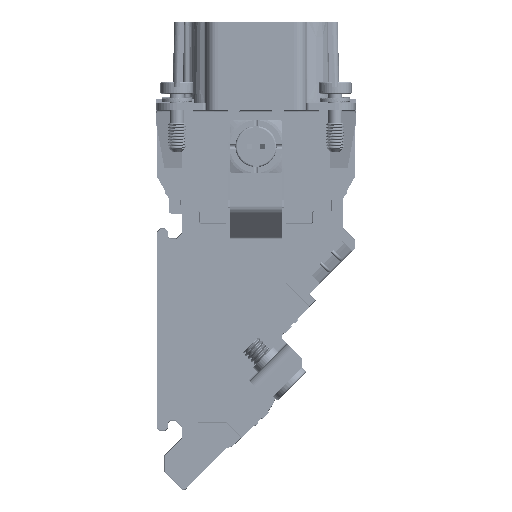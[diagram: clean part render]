
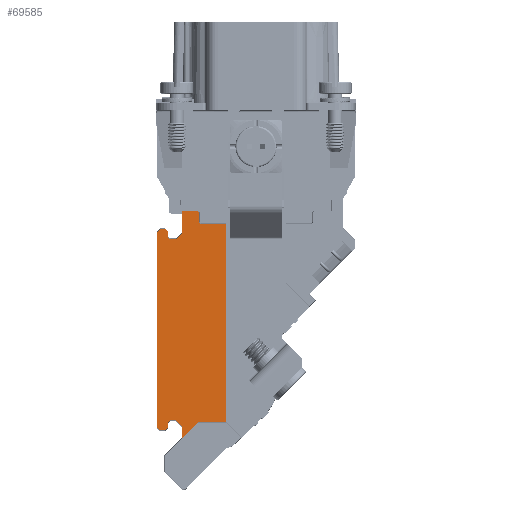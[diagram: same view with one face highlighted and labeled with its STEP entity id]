
A CAD part, front view. The second image highlights one B-rep face of the part: STEP entity #69585.
In plain terms, the highlighted planar face has unit normal (0, -1, 0).
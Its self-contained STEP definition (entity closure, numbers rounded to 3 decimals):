
#50987=CIRCLE('',#225482,0.601);
#50989=CIRCLE('',#225494,0.601);
#56518=FACE_OUTER_BOUND('',#84971,.T.);
#62861=B_SPLINE_CURVE_WITH_KNOTS('',3,(#306218,#306219,#306220,#306221),
 .UNSPECIFIED.,.F.,.F.,(4,4),(0.,1.),.UNSPECIFIED.);
#62867=B_SPLINE_CURVE_WITH_KNOTS('',3,(#306266,#306267,#306268,#306269),
 .UNSPECIFIED.,.F.,.F.,(4,4),(0.,1.),.UNSPECIFIED.);
#69585=ADVANCED_FACE('',(#56518),#77145,.T.);
#77145=PLANE('',#225594);
#84971=EDGE_LOOP('',(#110263,#110264,#110265,#110266,#110267,#110268,#110269,
#110270,#110271,#110272,#110273,#110274,#110275,#110276,#110277,#110278,
#110279,#110280,#110281,#110282,#110283,#110284,#110285,#110286,#110287));
#110263=ORIENTED_EDGE('',*,*,#169815,.F.);
#110264=ORIENTED_EDGE('',*,*,#169820,.T.);
#110265=ORIENTED_EDGE('',*,*,#169824,.F.);
#110266=ORIENTED_EDGE('',*,*,#169827,.F.);
#110267=ORIENTED_EDGE('',*,*,#169830,.F.);
#110268=ORIENTED_EDGE('',*,*,#169833,.F.);
#110269=ORIENTED_EDGE('',*,*,#169836,.F.);
#110270=ORIENTED_EDGE('',*,*,#169839,.F.);
#110271=ORIENTED_EDGE('',*,*,#169842,.F.);
#110272=ORIENTED_EDGE('',*,*,#169845,.F.);
#110273=ORIENTED_EDGE('',*,*,#169848,.F.);
#110274=ORIENTED_EDGE('',*,*,#169851,.F.);
#110275=ORIENTED_EDGE('',*,*,#169854,.F.);
#110276=ORIENTED_EDGE('',*,*,#169857,.F.);
#110277=ORIENTED_EDGE('',*,*,#169860,.F.);
#110278=ORIENTED_EDGE('',*,*,#169863,.F.);
#110279=ORIENTED_EDGE('',*,*,#169866,.F.);
#110280=ORIENTED_EDGE('',*,*,#169870,.F.);
#110281=ORIENTED_EDGE('',*,*,#169884,.T.);
#110282=ORIENTED_EDGE('',*,*,#169894,.F.);
#110283=ORIENTED_EDGE('',*,*,#169887,.F.);
#110284=ORIENTED_EDGE('',*,*,#170026,.F.);
#110285=ORIENTED_EDGE('',*,*,#170023,.T.);
#110286=ORIENTED_EDGE('',*,*,#170038,.F.);
#110287=ORIENTED_EDGE('',*,*,#170039,.T.);
#149478=VERTEX_POINT('',#305800);
#149479=VERTEX_POINT('',#305802);
#149482=VERTEX_POINT('',#305810);
#149484=VERTEX_POINT('',#305820);
#149486=VERTEX_POINT('',#305826);
#149488=VERTEX_POINT('',#305832);
#149490=VERTEX_POINT('',#305838);
#149492=VERTEX_POINT('',#305844);
#149494=VERTEX_POINT('',#305850);
#149496=VERTEX_POINT('',#305856);
#149498=VERTEX_POINT('',#305862);
#149500=VERTEX_POINT('',#305868);
#149502=VERTEX_POINT('',#305874);
#149504=VERTEX_POINT('',#305880);
#149506=VERTEX_POINT('',#305886);
#149508=VERTEX_POINT('',#305892);
#149510=VERTEX_POINT('',#305898);
#149512=VERTEX_POINT('',#305904);
#149515=VERTEX_POINT('',#305912);
#149525=VERTEX_POINT('',#305940);
#149528=VERTEX_POINT('',#305947);
#149529=VERTEX_POINT('',#305949);
#149614=VERTEX_POINT('',#306216);
#149616=VERTEX_POINT('',#306222);
#149624=VERTEX_POINT('',#306265);
#169815=EDGE_CURVE('',#149478,#149479,#192644,.T.);
#169820=EDGE_CURVE('',#149478,#149482,#192649,.T.);
#169824=EDGE_CURVE('',#149484,#149482,#192652,.T.);
#169827=EDGE_CURVE('',#149486,#149484,#192655,.T.);
#169830=EDGE_CURVE('',#149488,#149486,#50987,.T.);
#169833=EDGE_CURVE('',#149490,#149488,#192659,.T.);
#169836=EDGE_CURVE('',#149492,#149490,#192662,.T.);
#169839=EDGE_CURVE('',#149494,#149492,#192665,.T.);
#169842=EDGE_CURVE('',#149496,#149494,#192668,.T.);
#169845=EDGE_CURVE('',#149498,#149496,#192671,.T.);
#169848=EDGE_CURVE('',#149500,#149498,#192674,.T.);
#169851=EDGE_CURVE('',#149502,#149500,#192677,.T.);
#169854=EDGE_CURVE('',#149504,#149502,#192680,.T.);
#169857=EDGE_CURVE('',#149506,#149504,#192683,.T.);
#169860=EDGE_CURVE('',#149508,#149506,#50989,.T.);
#169863=EDGE_CURVE('',#149510,#149508,#192687,.T.);
#169866=EDGE_CURVE('',#149512,#149510,#192690,.T.);
#169870=EDGE_CURVE('',#149515,#149512,#192694,.T.);
#169884=EDGE_CURVE('',#149515,#149525,#192706,.T.);
#169887=EDGE_CURVE('',#149528,#149529,#192709,.T.);
#169894=EDGE_CURVE('',#149529,#149525,#192716,.T.);
#170023=EDGE_CURVE('',#149616,#149614,#62861,.T.);
#170026=EDGE_CURVE('',#149616,#149528,#192810,.T.);
#170038=EDGE_CURVE('',#149624,#149614,#192818,.T.);
#170039=EDGE_CURVE('',#149624,#149479,#62867,.T.);
#192644=LINE('',#305801,#209769);
#192649=LINE('',#305811,#209774);
#192652=LINE('',#305822,#209777);
#192655=LINE('',#305828,#209780);
#192659=LINE('',#305840,#209784);
#192662=LINE('',#305846,#209787);
#192665=LINE('',#305852,#209790);
#192668=LINE('',#305858,#209793);
#192671=LINE('',#305864,#209796);
#192674=LINE('',#305870,#209799);
#192677=LINE('',#305876,#209802);
#192680=LINE('',#305882,#209805);
#192683=LINE('',#305888,#209808);
#192687=LINE('',#305900,#209812);
#192690=LINE('',#305906,#209815);
#192694=LINE('',#305913,#209819);
#192706=LINE('',#305941,#209831);
#192709=LINE('',#305948,#209834);
#192716=LINE('',#305961,#209841);
#192810=LINE('',#306230,#209935);
#192818=LINE('',#306264,#209943);
#209769=VECTOR('',#251556,1.);
#209774=VECTOR('',#251563,1.);
#209777=VECTOR('',#251568,1.);
#209780=VECTOR('',#251573,1.);
#209784=VECTOR('',#251585,1.);
#209787=VECTOR('',#251590,1.);
#209790=VECTOR('',#251595,1.);
#209793=VECTOR('',#251600,1.);
#209796=VECTOR('',#251605,1.);
#209799=VECTOR('',#251610,1.);
#209802=VECTOR('',#251615,1.);
#209805=VECTOR('',#251620,1.);
#209808=VECTOR('',#251625,1.);
#209812=VECTOR('',#251637,1.);
#209815=VECTOR('',#251642,1.);
#209819=VECTOR('',#251648,1.);
#209831=VECTOR('',#251672,1.);
#209834=VECTOR('',#251677,1.);
#209841=VECTOR('',#251688,1.);
#209935=VECTOR('',#251946,1.);
#209943=VECTOR('',#251962,1.);
#225482=AXIS2_PLACEMENT_3D('',#305834,#251578,#251579);
#225494=AXIS2_PLACEMENT_3D('',#305894,#251630,#251631);
#225594=AXIS2_PLACEMENT_3D('',#306270,#251963,#251964);
#251556=DIRECTION('',(1.,0.,0.));
#251563=DIRECTION('',(0.,0.,-1.));
#251568=DIRECTION('',(0.707,0.,0.707));
#251573=DIRECTION('',(1.,0.,0.));
#251578=DIRECTION('',(0.,-1.,0.));
#251579=DIRECTION('',(-1.,0.,0.));
#251585=DIRECTION('',(0.,0.,-1.));
#251590=DIRECTION('',(0.707,0.,-0.707));
#251595=DIRECTION('',(1.,0.,0.));
#251600=DIRECTION('',(0.707,0.,0.707));
#251605=DIRECTION('',(0.,0.,1.));
#251610=DIRECTION('',(-0.707,0.,0.707));
#251615=DIRECTION('',(-1.,0.,0.));
#251620=DIRECTION('',(-0.707,0.,-0.707));
#251625=DIRECTION('',(0.,0.,-1.));
#251630=DIRECTION('',(0.,-1.,0.));
#251631=DIRECTION('',(0.,0.,1.));
#251637=DIRECTION('',(-1.,0.,0.));
#251642=DIRECTION('',(-0.707,0.,0.707));
#251648=DIRECTION('',(0.,0.,1.));
#251672=DIRECTION('',(0.707,0.,0.707));
#251677=DIRECTION('',(0.,0.,-1.));
#251688=DIRECTION('',(-1.,0.,0.));
#251946=DIRECTION('',(1.,0.,0.));
#251962=DIRECTION('',(0.,0.,-1.));
#251963=DIRECTION('',(0.,-1.,0.));
#251964=DIRECTION('',(-1.,0.,0.));
#305800=CARTESIAN_POINT('',(-12.525,-8.87,-19.132));
#305801=CARTESIAN_POINT('',(-12.525,-8.87,-19.132));
#305802=CARTESIAN_POINT('',(-9.992,-8.87,-19.132));
#305810=CARTESIAN_POINT('',(-12.525,-8.87,-22.787));
#305811=CARTESIAN_POINT('',(-12.525,-8.87,-19.132));
#305820=CARTESIAN_POINT('',(-13.586,-8.87,-23.848));
#305822=CARTESIAN_POINT('',(-13.586,-8.87,-23.848));
#305826=CARTESIAN_POINT('',(-14.429,-8.87,-23.848));
#305828=CARTESIAN_POINT('',(-14.429,-8.87,-23.848));
#305832=CARTESIAN_POINT('',(-15.03,-8.87,-23.246));
#305834=CARTESIAN_POINT('',(-14.429,-8.87,-23.246));
#305838=CARTESIAN_POINT('',(-15.03,-8.87,-22.587));
#305840=CARTESIAN_POINT('',(-15.03,-8.87,-22.587));
#305844=CARTESIAN_POINT('',(-15.472,-8.87,-22.144));
#305846=CARTESIAN_POINT('',(-15.472,-8.87,-22.144));
#305850=CARTESIAN_POINT('',(-16.341,-8.87,-22.144));
#305852=CARTESIAN_POINT('',(-16.341,-8.87,-22.144));
#305856=CARTESIAN_POINT('',(-16.783,-8.87,-22.587));
#305858=CARTESIAN_POINT('',(-16.783,-8.87,-22.587));
#305862=CARTESIAN_POINT('',(-16.783,-8.87,-55.97));
#305864=CARTESIAN_POINT('',(-16.783,-8.87,-55.97));
#305868=CARTESIAN_POINT('',(-16.341,-8.87,-56.412));
#305870=CARTESIAN_POINT('',(-16.341,-8.87,-56.412));
#305874=CARTESIAN_POINT('',(-15.472,-8.87,-56.412));
#305876=CARTESIAN_POINT('',(-15.472,-8.87,-56.412));
#305880=CARTESIAN_POINT('',(-15.03,-8.87,-55.97));
#305882=CARTESIAN_POINT('',(-15.03,-8.87,-55.97));
#305886=CARTESIAN_POINT('',(-15.03,-8.87,-55.31));
#305888=CARTESIAN_POINT('',(-15.03,-8.87,-55.31));
#305892=CARTESIAN_POINT('',(-14.429,-8.87,-54.709));
#305894=CARTESIAN_POINT('',(-14.429,-8.87,-55.31));
#305898=CARTESIAN_POINT('',(-13.586,-8.87,-54.709));
#305900=CARTESIAN_POINT('',(-13.586,-8.87,-54.709));
#305904=CARTESIAN_POINT('',(-12.525,-8.87,-55.77));
#305906=CARTESIAN_POINT('',(-12.525,-8.87,-55.77));
#305912=CARTESIAN_POINT('',(-12.525,-8.87,-57.716));
#305913=CARTESIAN_POINT('',(-12.525,-8.87,-57.716));
#305940=CARTESIAN_POINT('',(-9.822,-8.87,-55.014));
#305941=CARTESIAN_POINT('',(-12.525,-8.87,-57.716));
#305947=CARTESIAN_POINT('',(-5.173,-8.87,-21.232));
#305948=CARTESIAN_POINT('',(-5.173,-8.87,-21.232));
#305949=CARTESIAN_POINT('',(-5.173,-8.87,-55.014));
#305961=CARTESIAN_POINT('',(-5.173,-8.87,-55.014));
#306216=CARTESIAN_POINT('',(-9.693,-8.87,-20.932));
#306218=CARTESIAN_POINT('',(-9.393,-8.87,-21.232));
#306219=CARTESIAN_POINT('',(-9.558,-8.87,-21.232));
#306220=CARTESIAN_POINT('',(-9.693,-8.87,-21.098));
#306221=CARTESIAN_POINT('',(-9.693,-8.87,-20.932));
#306222=CARTESIAN_POINT('',(-9.393,-8.87,-21.232));
#306230=CARTESIAN_POINT('',(-9.393,-8.87,-21.232));
#306264=CARTESIAN_POINT('',(-9.693,-8.87,-19.431));
#306265=CARTESIAN_POINT('',(-9.693,-8.87,-19.431));
#306266=CARTESIAN_POINT('',(-9.693,-8.87,-19.431));
#306267=CARTESIAN_POINT('',(-9.693,-8.87,-19.266));
#306268=CARTESIAN_POINT('',(-9.826,-8.87,-19.132));
#306269=CARTESIAN_POINT('',(-9.992,-8.87,-19.132));
#306270=CARTESIAN_POINT('',(0.,-8.87,0.));
